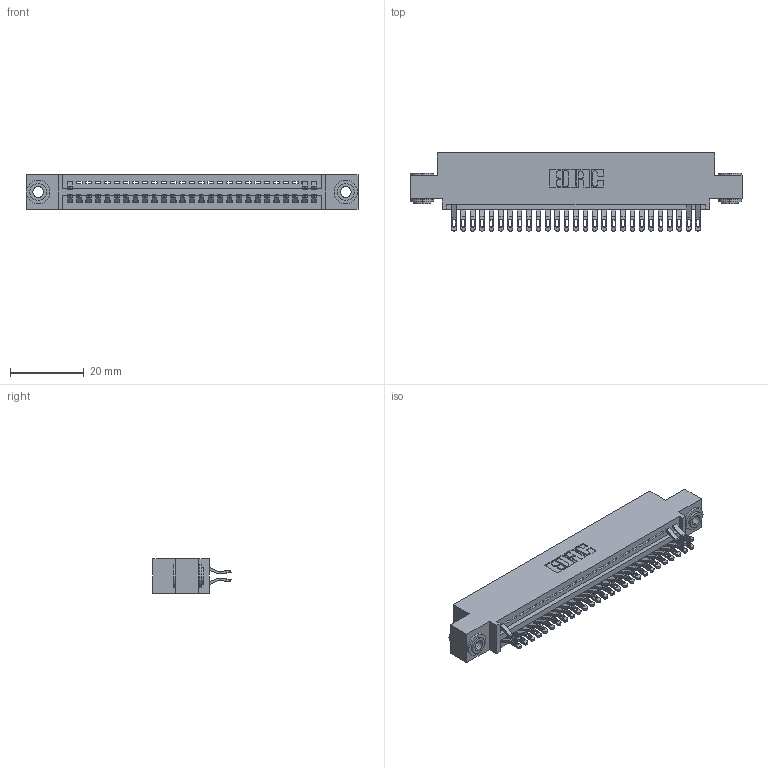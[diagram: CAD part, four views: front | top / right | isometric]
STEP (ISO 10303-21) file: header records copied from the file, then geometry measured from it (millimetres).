
FILE_DESCRIPTION (( 'STEP AP203' ), '1' );
FILE_NAME ('345-054-555-503.STEP', '2018-09-24T00:33:01', ( '' ), ( '' ), 'SwSTEP 2.0', 'SolidWorks 2016', '' );
FILE_SCHEMA (( 'CONFIG_CONTROL_DESIGN' ));
Length unit declared in the file: inch
Products named in the file (4): 345 Part_0.110 Offset - 0.156 Dia-TH; 345-292-001_555 Tail; 345-250-002_345-250-002-102; 345-054-555-503
Assembly tree (33 placements, depth 2):
  345-054-555-503
    345 Part_0.110 Offset - 0.156 Dia-TH
    345-292-001_555 Tail  x30
    345-250-002_345-250-002-102  x2
Bounding box: 89.79 x 21.13 x 9.4 mm (x, y, z)
Volume: 8399.7 mm3; surface area: 11500.7 mm2
Topology: 33 solids, 33 shells, 2040 faces, 6387 edges, 4254 vertices
Faces by surface type: plane 1192, cylinder 840, cone 8
Entity records: 23544 total; most frequent: CARTESIAN_POINT 4077, ORIENTED_EDGE 3998, DIRECTION 3585, EDGE_CURVE 1999, VECTOR 1715, LINE 1715, VERTEX_POINT 1330, AXIS2_PLACEMENT_3D 935
